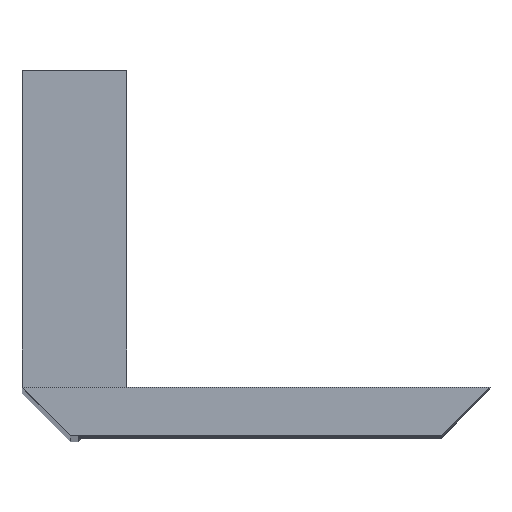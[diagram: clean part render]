
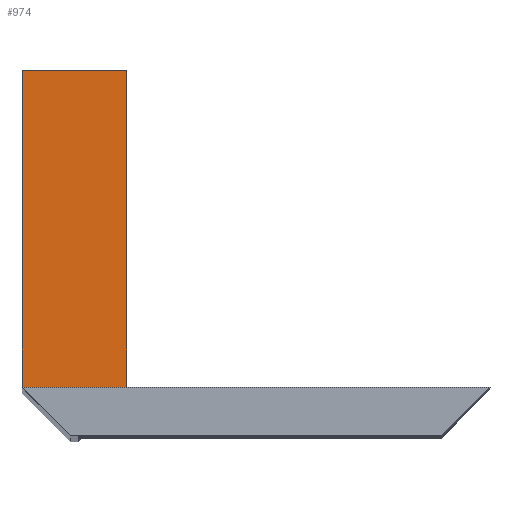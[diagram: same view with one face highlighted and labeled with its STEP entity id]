
A CAD part, top view. The second image highlights one B-rep face of the part: STEP entity #974.
In plain terms, the highlighted planar face has unit normal (0, 0, 1).
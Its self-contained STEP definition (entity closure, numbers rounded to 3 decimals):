
#62 = DIRECTION ( 'NONE',  ( -1., 0., 0. ) ) ;
#74 = CARTESIAN_POINT ( 'NONE',  ( 0., 3., -204. ) ) ;
#93 = DIRECTION ( 'NONE',  ( 1., 0., 0. ) ) ;
#102 = VECTOR ( 'NONE', #940, 1000. ) ;
#163 = EDGE_CURVE ( 'NONE', #1009, #564, #371, .T. ) ;
#175 = LINE ( 'NONE', #599, #1018 ) ;
#197 = CARTESIAN_POINT ( 'NONE',  ( -6.5, 3., -204. ) ) ;
#212 = CARTESIAN_POINT ( 'NONE',  ( -6.5, 23., -204. ) ) ;
#284 = LINE ( 'NONE', #503, #834 ) ;
#312 = CARTESIAN_POINT ( 'NONE',  ( 0., 23., -204. ) ) ;
#313 = VERTEX_POINT ( 'NONE', #312 ) ;
#316 = EDGE_CURVE ( 'NONE', #564, #453, #284, .T. ) ;
#371 = LINE ( 'NONE', #212, #504 ) ;
#396 = ORIENTED_EDGE ( 'NONE', *, *, #316, .T. ) ;
#399 = EDGE_CURVE ( 'NONE', #313, #453, #808, .T. ) ;
#422 = ORIENTED_EDGE ( 'NONE', *, *, #399, .F. ) ;
#453 = VERTEX_POINT ( 'NONE', #74 ) ;
#461 = CARTESIAN_POINT ( 'NONE',  ( -6.5, 23., -204. ) ) ;
#478 = CARTESIAN_POINT ( 'NONE',  ( 0., 23., -204. ) ) ;
#503 = CARTESIAN_POINT ( 'NONE',  ( -6.5, 3., -204. ) ) ;
#504 = VECTOR ( 'NONE', #760, 1000. ) ;
#533 = EDGE_LOOP ( 'NONE', ( #396, #422, #824, #850 ) ) ;
#564 = VERTEX_POINT ( 'NONE', #197 ) ;
#599 = CARTESIAN_POINT ( 'NONE',  ( -6.5, 23., -204. ) ) ;
#612 = DIRECTION ( 'NONE',  ( 0., 0., -1. ) ) ;
#628 = CARTESIAN_POINT ( 'NONE',  ( -6.5, 23., -204. ) ) ;
#760 = DIRECTION ( 'NONE',  ( 0., -1., 0. ) ) ;
#766 = FACE_OUTER_BOUND ( 'NONE', #533, .T. ) ;
#808 = LINE ( 'NONE', #478, #102 ) ;
#813 = DIRECTION ( 'NONE',  ( 1., 0., 0. ) ) ;
#823 = EDGE_CURVE ( 'NONE', #1009, #313, #175, .T. ) ;
#824 = ORIENTED_EDGE ( 'NONE', *, *, #823, .F. ) ;
#834 = VECTOR ( 'NONE', #813, 1000. ) ;
#850 = ORIENTED_EDGE ( 'NONE', *, *, #163, .T. ) ;
#851 = PLANE ( 'NONE',  #920 ) ;
#920 = AXIS2_PLACEMENT_3D ( 'NONE', #628, #612, #62 ) ;
#940 = DIRECTION ( 'NONE',  ( 0., -1., 0. ) ) ;
#974 = ADVANCED_FACE ( 'NONE', ( #766 ), #851, .F. ) ;
#1009 = VERTEX_POINT ( 'NONE', #461 ) ;
#1018 = VECTOR ( 'NONE', #93, 1000. ) ;
